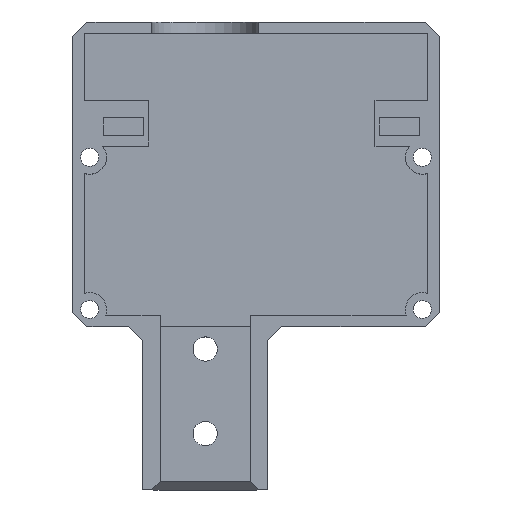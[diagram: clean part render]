
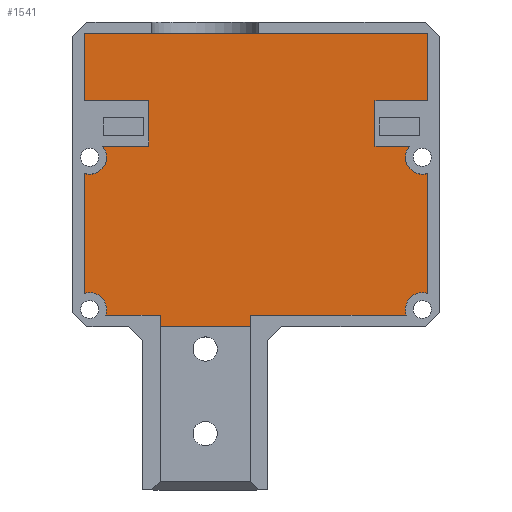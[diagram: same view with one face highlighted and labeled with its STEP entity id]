
A CAD part, top view. The second image highlights one B-rep face of the part: STEP entity #1541.
In plain terms, the highlighted planar face has unit normal (0, 0, 1).
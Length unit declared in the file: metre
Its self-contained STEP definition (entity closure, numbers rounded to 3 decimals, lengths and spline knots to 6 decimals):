
#52=PLANE('',#1649);
#120=LINE('',#2227,#285);
#122=LINE('',#2231,#287);
#124=LINE('',#2235,#289);
#167=LINE('',#2359,#332);
#170=LINE('',#2365,#335);
#171=LINE('',#2370,#336);
#172=LINE('',#2372,#337);
#173=LINE('',#2374,#338);
#174=LINE('',#2376,#339);
#175=LINE('',#2377,#340);
#176=LINE('',#2379,#341);
#177=LINE('',#2383,#342);
#178=LINE('',#2386,#343);
#179=LINE('',#2388,#344);
#180=LINE('',#2390,#345);
#181=LINE('',#2394,#346);
#285=VECTOR('',#1799,1.);
#287=VECTOR('',#1803,1.);
#289=VECTOR('',#1807,1.);
#332=VECTOR('',#1892,1.);
#335=VECTOR('',#1897,1.);
#336=VECTOR('',#1902,1.);
#337=VECTOR('',#1903,1.);
#338=VECTOR('',#1904,1.);
#339=VECTOR('',#1905,1.);
#340=VECTOR('',#1906,1.);
#341=VECTOR('',#1907,1.);
#342=VECTOR('',#1910,1.);
#343=VECTOR('',#1913,1.);
#344=VECTOR('',#1914,1.);
#345=VECTOR('',#1915,1.);
#346=VECTOR('',#1918,1.);
#576=ORIENTED_EDGE('',*,*,#952,.F.);
#577=ORIENTED_EDGE('',*,*,#953,.F.);
#578=ORIENTED_EDGE('',*,*,#954,.T.);
#579=ORIENTED_EDGE('',*,*,#955,.F.);
#580=ORIENTED_EDGE('',*,*,#956,.F.);
#581=ORIENTED_EDGE('',*,*,#895,.F.);
#582=ORIENTED_EDGE('',*,*,#893,.F.);
#583=ORIENTED_EDGE('',*,*,#891,.F.);
#584=ORIENTED_EDGE('',*,*,#957,.T.);
#585=ORIENTED_EDGE('',*,*,#958,.F.);
#586=ORIENTED_EDGE('',*,*,#959,.F.);
#587=ORIENTED_EDGE('',*,*,#960,.F.);
#588=ORIENTED_EDGE('',*,*,#961,.F.);
#589=ORIENTED_EDGE('',*,*,#951,.F.);
#590=ORIENTED_EDGE('',*,*,#948,.T.);
#591=ORIENTED_EDGE('',*,*,#962,.T.);
#592=ORIENTED_EDGE('',*,*,#963,.T.);
#593=ORIENTED_EDGE('',*,*,#964,.F.);
#594=ORIENTED_EDGE('',*,*,#965,.F.);
#595=ORIENTED_EDGE('',*,*,#966,.F.);
#891=EDGE_CURVE('',#1101,#1102,#120,.T.);
#893=EDGE_CURVE('',#1102,#1103,#122,.T.);
#895=EDGE_CURVE('',#1103,#1104,#124,.T.);
#948=EDGE_CURVE('',#1144,#1143,#167,.T.);
#951=EDGE_CURVE('',#1144,#1145,#170,.T.);
#952=EDGE_CURVE('',#1146,#1147,#1232,.T.);
#953=EDGE_CURVE('',#1148,#1146,#171,.T.);
#954=EDGE_CURVE('',#1148,#1149,#172,.T.);
#955=EDGE_CURVE('',#1150,#1149,#173,.T.);
#956=EDGE_CURVE('',#1104,#1150,#174,.T.);
#957=EDGE_CURVE('',#1101,#1151,#175,.T.);
#958=EDGE_CURVE('',#1152,#1151,#176,.T.);
#959=EDGE_CURVE('',#1153,#1152,#1233,.T.);
#960=EDGE_CURVE('',#1154,#1153,#177,.T.);
#961=EDGE_CURVE('',#1145,#1154,#1234,.T.);
#962=EDGE_CURVE('',#1143,#1155,#178,.T.);
#963=EDGE_CURVE('',#1155,#1156,#179,.T.);
#964=EDGE_CURVE('',#1157,#1156,#180,.T.);
#965=EDGE_CURVE('',#1158,#1157,#1235,.T.);
#966=EDGE_CURVE('',#1147,#1158,#181,.T.);
#1101=VERTEX_POINT('',#2226);
#1102=VERTEX_POINT('',#2228);
#1103=VERTEX_POINT('',#2232);
#1104=VERTEX_POINT('',#2236);
#1143=VERTEX_POINT('',#2358);
#1144=VERTEX_POINT('',#2360);
#1145=VERTEX_POINT('',#2364);
#1146=VERTEX_POINT('',#2368);
#1147=VERTEX_POINT('',#2369);
#1148=VERTEX_POINT('',#2371);
#1149=VERTEX_POINT('',#2373);
#1150=VERTEX_POINT('',#2375);
#1151=VERTEX_POINT('',#2378);
#1152=VERTEX_POINT('',#2380);
#1153=VERTEX_POINT('',#2382);
#1154=VERTEX_POINT('',#2384);
#1155=VERTEX_POINT('',#2387);
#1156=VERTEX_POINT('',#2389);
#1157=VERTEX_POINT('',#2391);
#1158=VERTEX_POINT('',#2393);
#1232=CIRCLE('',#1650,0.003);
#1233=CIRCLE('',#1651,0.003);
#1234=CIRCLE('',#1652,0.003);
#1235=CIRCLE('',#1653,0.003);
#1300=EDGE_LOOP('',(#576,#577,#578,#579,#580,#581,#582,#583,#584,#585,#586,
#587,#588,#589,#590,#591,#592,#593,#594,#595));
#1417=FACE_BOUND('',#1300,.T.);
#1541=ADVANCED_FACE('',(#1417),#52,.T.);
#1649=AXIS2_PLACEMENT_3D('',#2366,#1898,#1899);
#1650=AXIS2_PLACEMENT_3D('',#2367,#1900,#1901);
#1651=AXIS2_PLACEMENT_3D('',#2381,#1908,#1909);
#1652=AXIS2_PLACEMENT_3D('',#2385,#1911,#1912);
#1653=AXIS2_PLACEMENT_3D('',#2392,#1916,#1917);
#1799=DIRECTION('',(-1.,0.,0.));
#1803=DIRECTION('',(0.,1.,0.));
#1807=DIRECTION('',(1.,0.,0.));
#1892=DIRECTION('',(0.,-1.,0.));
#1897=DIRECTION('',(-1.,0.,0.));
#1898=DIRECTION('',(0.,0.,1.));
#1899=DIRECTION('',(0.,1.,0.));
#1900=DIRECTION('',(0.,0.,1.));
#1901=DIRECTION('',(1.,0.,0.));
#1902=DIRECTION('',(1.,0.,0.));
#1903=DIRECTION('',(0.,1.,0.));
#1904=DIRECTION('',(-1.,0.,0.));
#1905=DIRECTION('',(0.,-1.,0.));
#1906=DIRECTION('',(0.,-1.,0.));
#1907=DIRECTION('',(1.,0.,0.));
#1908=DIRECTION('',(0.,0.,1.));
#1909=DIRECTION('',(1.,0.,0.));
#1910=DIRECTION('',(0.,1.,0.));
#1911=DIRECTION('',(0.,0.,1.));
#1912=DIRECTION('',(1.,0.,0.));
#1913=DIRECTION('',(1.,0.,0.));
#1914=DIRECTION('',(0.,1.,0.));
#1915=DIRECTION('',(-1.,0.,0.));
#1916=DIRECTION('',(0.,0.,1.));
#1917=DIRECTION('',(1.,0.,0.));
#1918=DIRECTION('',(0.,-1.,0.));
#2226=CARTESIAN_POINT('',(-0.01004,0.04,0.004));
#2227=CARTESIAN_POINT('',(-0.00625,0.04,0.004));
#2228=CARTESIAN_POINT('',(-0.0215,0.04,0.004));
#2231=CARTESIAN_POINT('',(-0.0215,0.0395,0.004));
#2232=CARTESIAN_POINT('',(-0.0215,0.052,0.004));
#2235=CARTESIAN_POINT('',(0.02425,0.052,0.004));
#2236=CARTESIAN_POINT('',(0.0395,0.052,0.004));
#2358=CARTESIAN_POINT('',(-0.008,0.,0.004));
#2359=CARTESIAN_POINT('',(-0.008,0.011,0.004));
#2360=CARTESIAN_POINT('',(-0.008,0.002,0.004));
#2364=CARTESIAN_POINT('',(-0.017672,0.002,0.004));
#2365=CARTESIAN_POINT('',(-0.00625,0.002,0.004));
#2366=CARTESIAN_POINT('',(0.009,0.027,0.004));
#2367=CARTESIAN_POINT('',(0.0385,0.03,0.004));
#2368=CARTESIAN_POINT('',(0.036264,0.032,0.004));
#2369=CARTESIAN_POINT('',(0.0395,0.027172,0.004));
#2370=CARTESIAN_POINT('',(0.02425,0.032,0.004));
#2371=CARTESIAN_POINT('',(0.03011,0.032,0.004));
#2372=CARTESIAN_POINT('',(0.03011,0.026,0.004));
#2373=CARTESIAN_POINT('',(0.03011,0.04,0.004));
#2374=CARTESIAN_POINT('',(-0.00625,0.04,0.004));
#2375=CARTESIAN_POINT('',(0.0395,0.04,0.004));
#2376=CARTESIAN_POINT('',(0.0395,0.0335,0.004));
#2377=CARTESIAN_POINT('',(-0.01004,0.03,0.004));
#2378=CARTESIAN_POINT('',(-0.01004,0.032,0.004));
#2379=CARTESIAN_POINT('',(0.02425,0.032,0.004));
#2380=CARTESIAN_POINT('',(-0.018264,0.032,0.004));
#2381=CARTESIAN_POINT('',(-0.0205,0.03,0.004));
#2382=CARTESIAN_POINT('',(-0.0215,0.027172,0.004));
#2383=CARTESIAN_POINT('',(-0.0215,0.0295,0.004));
#2384=CARTESIAN_POINT('',(-0.0215,0.005828,0.004));
#2385=CARTESIAN_POINT('',(-0.0205,0.003,0.004));
#2386=CARTESIAN_POINT('',(0.001018,0.,0.004));
#2387=CARTESIAN_POINT('',(0.008,0.,0.004));
#2388=CARTESIAN_POINT('',(0.008,0.01,0.004));
#2389=CARTESIAN_POINT('',(0.008,0.002,0.004));
#2390=CARTESIAN_POINT('',(-0.00625,0.002,0.004));
#2391=CARTESIAN_POINT('',(0.035672,0.002,0.004));
#2392=CARTESIAN_POINT('',(0.0385,0.003,0.004));
#2393=CARTESIAN_POINT('',(0.0395,0.005828,0.004));
#2394=CARTESIAN_POINT('',(0.0395,0.0145,0.004));
